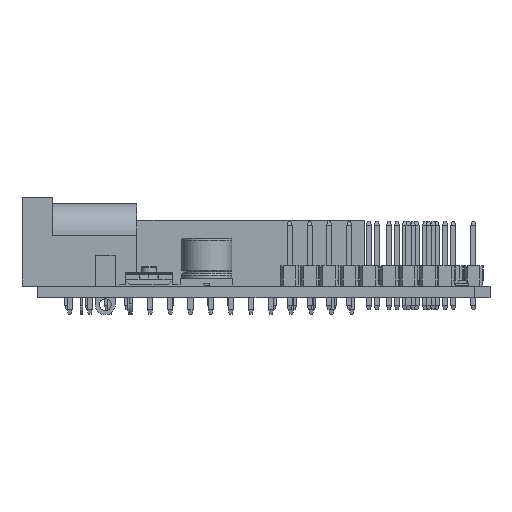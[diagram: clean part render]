
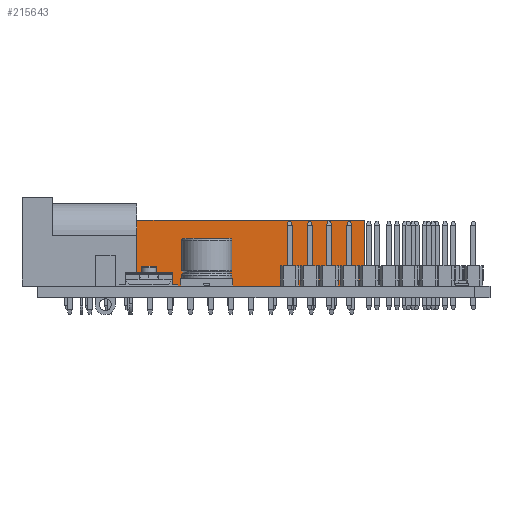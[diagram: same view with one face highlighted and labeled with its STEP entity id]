
A CAD part, front view. The second image highlights one B-rep face of the part: STEP entity #215643.
In plain terms, the highlighted planar face has unit normal (0, -1, 0).
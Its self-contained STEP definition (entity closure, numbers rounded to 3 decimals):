
#213639 = PLANE('',#213640);
#213640 = AXIS2_PLACEMENT_3D('',#213641,#213642,#213643);
#213641 = CARTESIAN_POINT('',(2.5,18.,1.5));
#213642 = DIRECTION('',(-1.,0.,0.));
#213643 = DIRECTION('',(0.,1.,0.));
#213667 = PLANE('',#213668);
#213668 = AXIS2_PLACEMENT_3D('',#213669,#213670,#213671);
#213669 = CARTESIAN_POINT('',(2.5,20.54,9.8));
#213670 = DIRECTION('',(0.,0.,1.));
#213671 = DIRECTION('',(1.,0.,0.));
#213695 = PLANE('',#213696);
#213696 = AXIS2_PLACEMENT_3D('',#213697,#213698,#213699);
#213697 = CARTESIAN_POINT('',(41.2,20.54,1.5));
#213698 = DIRECTION('',(1.,0.,0.));
#213699 = DIRECTION('',(0.,-1.,0.));
#213721 = PLANE('',#213722);
#213722 = AXIS2_PLACEMENT_3D('',#213723,#213724,#213725);
#213723 = CARTESIAN_POINT('',(2.5,20.54,1.5));
#213724 = DIRECTION('',(0.,0.,1.));
#213725 = DIRECTION('',(1.,0.,0.));
#213736 = EDGE_CURVE('',#213737,#213739,#213741,.T.);
#213737 = VERTEX_POINT('',#213738);
#213738 = CARTESIAN_POINT('',(2.5,18.,1.5));
#213739 = VERTEX_POINT('',#213740);
#213740 = CARTESIAN_POINT('',(2.5,18.,9.8));
#213741 = SURFACE_CURVE('',#213742,(#213746,#213753),.PCURVE_S1.);
#213742 = LINE('',#213743,#213744);
#213743 = CARTESIAN_POINT('',(2.5,18.,1.5));
#213744 = VECTOR('',#213745,1.);
#213745 = DIRECTION('',(0.,0.,1.));
#213746 = PCURVE('',#213639,#213747);
#213747 = DEFINITIONAL_REPRESENTATION('',(#213748),#213752);
#213748 = LINE('',#213749,#213750);
#213749 = CARTESIAN_POINT('',(0.,0.));
#213750 = VECTOR('',#213751,1.);
#213751 = DIRECTION('',(0.,-1.));
#213752 = ( GEOMETRIC_REPRESENTATION_CONTEXT(2) 
PARAMETRIC_REPRESENTATION_CONTEXT() REPRESENTATION_CONTEXT('2D SPACE',''
  ) );
#213753 = PCURVE('',#213754,#213759);
#213754 = PLANE('',#213755);
#213755 = AXIS2_PLACEMENT_3D('',#213756,#213757,#213758);
#213756 = CARTESIAN_POINT('',(41.2,18.,1.5));
#213757 = DIRECTION('',(0.,-1.,0.));
#213758 = DIRECTION('',(-1.,0.,0.));
#213759 = DEFINITIONAL_REPRESENTATION('',(#213760),#213764);
#213760 = LINE('',#213761,#213762);
#213761 = CARTESIAN_POINT('',(38.7,0.));
#213762 = VECTOR('',#213763,1.);
#213763 = DIRECTION('',(0.,-1.));
#213764 = ( GEOMETRIC_REPRESENTATION_CONTEXT(2) 
PARAMETRIC_REPRESENTATION_CONTEXT() REPRESENTATION_CONTEXT('2D SPACE',''
  ) );
#213814 = VERTEX_POINT('',#213815);
#213815 = CARTESIAN_POINT('',(41.2,18.,9.8));
#213836 = EDGE_CURVE('',#213837,#213814,#213839,.T.);
#213837 = VERTEX_POINT('',#213838);
#213838 = CARTESIAN_POINT('',(41.2,18.,1.5));
#213839 = SURFACE_CURVE('',#213840,(#213844,#213851),.PCURVE_S1.);
#213840 = LINE('',#213841,#213842);
#213841 = CARTESIAN_POINT('',(41.2,18.,1.5));
#213842 = VECTOR('',#213843,1.);
#213843 = DIRECTION('',(0.,0.,1.));
#213844 = PCURVE('',#213695,#213845);
#213845 = DEFINITIONAL_REPRESENTATION('',(#213846),#213850);
#213846 = LINE('',#213847,#213848);
#213847 = CARTESIAN_POINT('',(2.54,0.));
#213848 = VECTOR('',#213849,1.);
#213849 = DIRECTION('',(0.,-1.));
#213850 = ( GEOMETRIC_REPRESENTATION_CONTEXT(2) 
PARAMETRIC_REPRESENTATION_CONTEXT() REPRESENTATION_CONTEXT('2D SPACE',''
  ) );
#213851 = PCURVE('',#213754,#213852);
#213852 = DEFINITIONAL_REPRESENTATION('',(#213853),#213857);
#213853 = LINE('',#213854,#213855);
#213854 = CARTESIAN_POINT('',(0.,-0.));
#213855 = VECTOR('',#213856,1.);
#213856 = DIRECTION('',(0.,-1.));
#213857 = ( GEOMETRIC_REPRESENTATION_CONTEXT(2) 
PARAMETRIC_REPRESENTATION_CONTEXT() REPRESENTATION_CONTEXT('2D SPACE',''
  ) );
#213885 = EDGE_CURVE('',#213837,#213737,#213886,.T.);
#213886 = SURFACE_CURVE('',#213887,(#213891,#213898),.PCURVE_S1.);
#213887 = LINE('',#213888,#213889);
#213888 = CARTESIAN_POINT('',(41.2,18.,1.5));
#213889 = VECTOR('',#213890,1.);
#213890 = DIRECTION('',(-1.,0.,0.));
#213891 = PCURVE('',#213721,#213892);
#213892 = DEFINITIONAL_REPRESENTATION('',(#213893),#213897);
#213893 = LINE('',#213894,#213895);
#213894 = CARTESIAN_POINT('',(38.7,-2.54));
#213895 = VECTOR('',#213896,1.);
#213896 = DIRECTION('',(-1.,0.));
#213897 = ( GEOMETRIC_REPRESENTATION_CONTEXT(2) 
PARAMETRIC_REPRESENTATION_CONTEXT() REPRESENTATION_CONTEXT('2D SPACE',''
  ) );
#213898 = PCURVE('',#213754,#213899);
#213899 = DEFINITIONAL_REPRESENTATION('',(#213900),#213904);
#213900 = LINE('',#213901,#213902);
#213901 = CARTESIAN_POINT('',(0.,-0.));
#213902 = VECTOR('',#213903,1.);
#213903 = DIRECTION('',(1.,0.));
#213904 = ( GEOMETRIC_REPRESENTATION_CONTEXT(2) 
PARAMETRIC_REPRESENTATION_CONTEXT() REPRESENTATION_CONTEXT('2D SPACE',''
  ) );
#213912 = EDGE_CURVE('',#213814,#213739,#213913,.T.);
#213913 = SURFACE_CURVE('',#213914,(#213918,#213925),.PCURVE_S1.);
#213914 = LINE('',#213915,#213916);
#213915 = CARTESIAN_POINT('',(41.2,18.,9.8));
#213916 = VECTOR('',#213917,1.);
#213917 = DIRECTION('',(-1.,0.,0.));
#213918 = PCURVE('',#213667,#213919);
#213919 = DEFINITIONAL_REPRESENTATION('',(#213920),#213924);
#213920 = LINE('',#213921,#213922);
#213921 = CARTESIAN_POINT('',(38.7,-2.54));
#213922 = VECTOR('',#213923,1.);
#213923 = DIRECTION('',(-1.,0.));
#213924 = ( GEOMETRIC_REPRESENTATION_CONTEXT(2) 
PARAMETRIC_REPRESENTATION_CONTEXT() REPRESENTATION_CONTEXT('2D SPACE',''
  ) );
#213925 = PCURVE('',#213754,#213926);
#213926 = DEFINITIONAL_REPRESENTATION('',(#213927),#213931);
#213927 = LINE('',#213928,#213929);
#213928 = CARTESIAN_POINT('',(0.,-8.3));
#213929 = VECTOR('',#213930,1.);
#213930 = DIRECTION('',(1.,0.));
#213931 = ( GEOMETRIC_REPRESENTATION_CONTEXT(2) 
PARAMETRIC_REPRESENTATION_CONTEXT() REPRESENTATION_CONTEXT('2D SPACE',''
  ) );
#215643 = ADVANCED_FACE('',(#215644),#213754,.T.);
#215644 = FACE_BOUND('',#215645,.T.);
#215645 = EDGE_LOOP('',(#215646,#215647,#215648,#215649));
#215646 = ORIENTED_EDGE('',*,*,#213836,.T.);
#215647 = ORIENTED_EDGE('',*,*,#213912,.T.);
#215648 = ORIENTED_EDGE('',*,*,#213736,.F.);
#215649 = ORIENTED_EDGE('',*,*,#213885,.F.);
